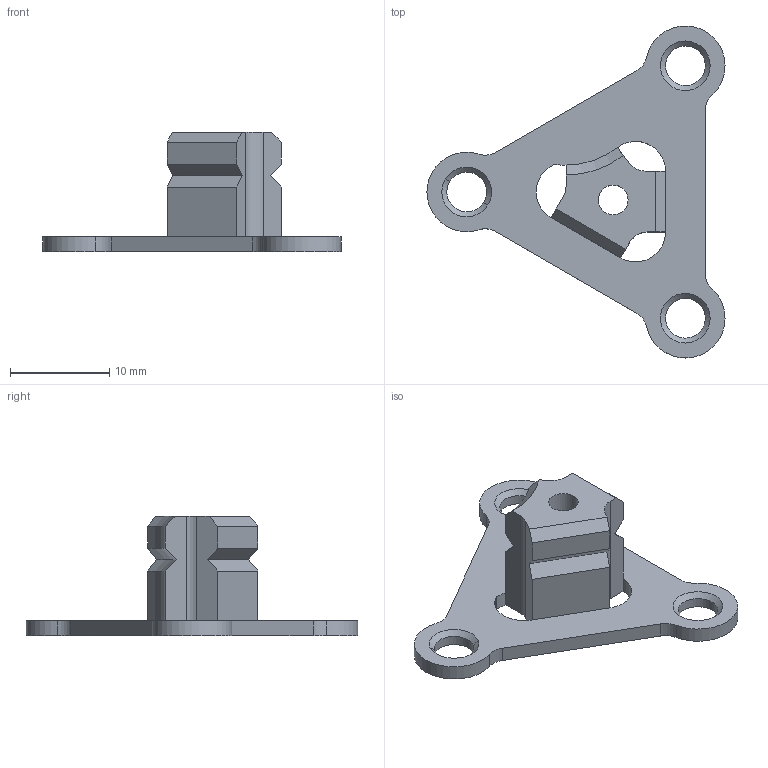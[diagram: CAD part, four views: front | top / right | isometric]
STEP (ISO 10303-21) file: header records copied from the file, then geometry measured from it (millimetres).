
FILE_DESCRIPTION(/* description */ (''),/* implementation_level */ '2;1');
FILE_NAME(/* name */ 'jig_dragon_eye_truss_starboard_v10.step',/* time_stamp */ '2023-01-28T13:15:01-08:00',/* author */ (''),/* organization */ (''),/* preprocessor_version */ 'ST-DEVELOPER v19.2',/* originating_system */ 'Autodesk Translation Framework v11.17.0.187',/* authorisation */ '');
FILE_SCHEMA (('AUTOMOTIVE_DESIGN { 1 0 10303 214 3 1 1 }'));
Length unit declared in the file: millimetre
Products named in the file (1): jig_dragon_eye_truss_starboard
Bounding box: 30 x 33.4 x 12 mm (x, y, z)
Volume: 1379.1 mm3; surface area: 1634.9 mm2
Topology: 1 solids, 1 shells, 53 faces, 151 edges, 98 vertices
Faces by surface type: cylinder 23, plane 23, cone 7
Full cylindrical faces by diameter (mm): 3 x1, 4 x2
Entity records: 1800 total; most frequent: DIRECTION 310, CARTESIAN_POINT 309, ORIENTED_EDGE 302, EDGE_CURVE 151, AXIS2_PLACEMENT_3D 108, VERTEX_POINT 98, LINE 94, VECTOR 94
